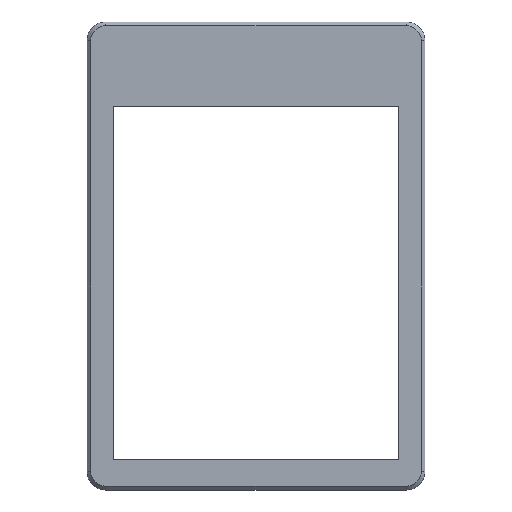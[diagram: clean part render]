
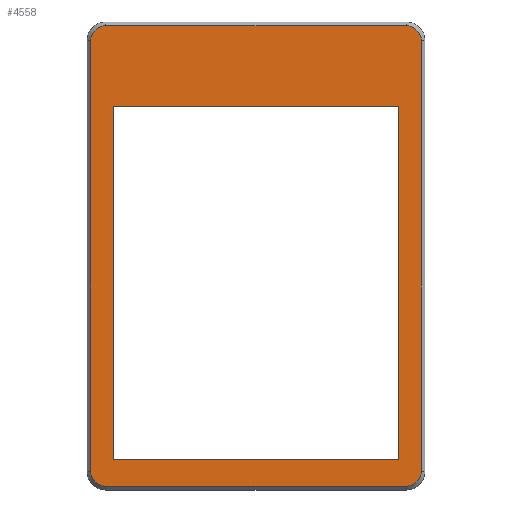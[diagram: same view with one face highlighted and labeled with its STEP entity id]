
A CAD part, top view. The second image highlights one B-rep face of the part: STEP entity #4558.
In plain terms, the highlighted planar face has unit normal (0, 0, 1).
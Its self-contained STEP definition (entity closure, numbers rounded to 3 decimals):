
#25=FACE_BOUND('',#510,.T.);
#50=PLANE('',#4849);
#262=FACE_OUTER_BOUND('',#509,.T.);
#509=EDGE_LOOP('',(#3448,#3449,#3450,#3451,#3452,#3453,#3454,#3455));
#510=EDGE_LOOP('',(#3456,#3457,#3458,#3459));
#628=CIRCLE('',#4830,4.);
#630=CIRCLE('',#4834,4.);
#632=CIRCLE('',#4838,4.);
#634=CIRCLE('',#4842,4.);
#1149=LINE('',#11109,#1466);
#1153=LINE('',#11121,#1470);
#1157=LINE('',#11133,#1474);
#1161=LINE('',#11145,#1478);
#1169=LINE('',#11170,#1486);
#1170=LINE('',#11172,#1487);
#1171=LINE('',#11174,#1488);
#1172=LINE('',#11175,#1489);
#1466=VECTOR('',#5443,10.);
#1470=VECTOR('',#5455,10.);
#1474=VECTOR('',#5467,10.);
#1478=VECTOR('',#5479,10.);
#1486=VECTOR('',#5507,10.);
#1487=VECTOR('',#5508,10.);
#1488=VECTOR('',#5509,10.);
#1489=VECTOR('',#5510,10.);
#1967=VERTEX_POINT('',#11102);
#1970=VERTEX_POINT('',#11107);
#1971=VERTEX_POINT('',#11111);
#1973=VERTEX_POINT('',#11117);
#1975=VERTEX_POINT('',#11123);
#1977=VERTEX_POINT('',#11129);
#1979=VERTEX_POINT('',#11135);
#1981=VERTEX_POINT('',#11141);
#1988=VERTEX_POINT('',#11168);
#1989=VERTEX_POINT('',#11169);
#1990=VERTEX_POINT('',#11171);
#1991=VERTEX_POINT('',#11173);
#2567=EDGE_CURVE('',#1970,#1967,#1149,.T.);
#2570=EDGE_CURVE('',#1967,#1971,#628,.T.);
#2573=EDGE_CURVE('',#1971,#1973,#1153,.T.);
#2576=EDGE_CURVE('',#1973,#1975,#630,.T.);
#2579=EDGE_CURVE('',#1975,#1977,#1157,.T.);
#2582=EDGE_CURVE('',#1977,#1979,#632,.T.);
#2585=EDGE_CURVE('',#1979,#1981,#1161,.T.);
#2587=EDGE_CURVE('',#1981,#1970,#634,.T.);
#2597=EDGE_CURVE('',#1988,#1989,#1169,.T.);
#2598=EDGE_CURVE('',#1989,#1990,#1170,.T.);
#2599=EDGE_CURVE('',#1990,#1991,#1171,.T.);
#2600=EDGE_CURVE('',#1991,#1988,#1172,.T.);
#3448=ORIENTED_EDGE('',*,*,#2567,.F.);
#3449=ORIENTED_EDGE('',*,*,#2587,.F.);
#3450=ORIENTED_EDGE('',*,*,#2585,.F.);
#3451=ORIENTED_EDGE('',*,*,#2582,.F.);
#3452=ORIENTED_EDGE('',*,*,#2579,.F.);
#3453=ORIENTED_EDGE('',*,*,#2576,.F.);
#3454=ORIENTED_EDGE('',*,*,#2573,.F.);
#3455=ORIENTED_EDGE('',*,*,#2570,.F.);
#3456=ORIENTED_EDGE('',*,*,#2597,.T.);
#3457=ORIENTED_EDGE('',*,*,#2598,.T.);
#3458=ORIENTED_EDGE('',*,*,#2599,.T.);
#3459=ORIENTED_EDGE('',*,*,#2600,.T.);
#4558=ADVANCED_FACE('',(#262,#25),#50,.T.);
#4830=AXIS2_PLACEMENT_3D('',#11115,#5449,#5450);
#4834=AXIS2_PLACEMENT_3D('',#11127,#5461,#5462);
#4838=AXIS2_PLACEMENT_3D('',#11139,#5473,#5474);
#4842=AXIS2_PLACEMENT_3D('',#11148,#5484,#5485);
#4849=AXIS2_PLACEMENT_3D('',#11167,#5505,#5506);
#5443=DIRECTION('',(-1.,0.,0.));
#5449=DIRECTION('center_axis',(0.,0.,-1.));
#5450=DIRECTION('ref_axis',(-0.707,-0.707,0.));
#5455=DIRECTION('',(0.,1.,0.));
#5461=DIRECTION('center_axis',(0.,0.,-1.));
#5462=DIRECTION('ref_axis',(-0.707,0.707,0.));
#5467=DIRECTION('',(1.,0.,0.));
#5473=DIRECTION('center_axis',(0.,0.,-1.));
#5474=DIRECTION('ref_axis',(0.707,0.707,0.));
#5479=DIRECTION('',(0.,-1.,0.));
#5484=DIRECTION('center_axis',(0.,0.,-1.));
#5485=DIRECTION('ref_axis',(0.707,-0.707,0.));
#5505=DIRECTION('center_axis',(0.,0.,1.));
#5506=DIRECTION('ref_axis',(1.,0.,0.));
#5507=DIRECTION('',(0.,1.,0.));
#5508=DIRECTION('',(1.,0.,0.));
#5509=DIRECTION('',(0.,-1.,0.));
#5510=DIRECTION('',(-1.,0.,0.));
#11102=CARTESIAN_POINT('',(64.3,-159.35,13.06));
#11107=CARTESIAN_POINT('',(145.3,-159.35,13.06));
#11109=CARTESIAN_POINT('',(127.55,-159.35,13.06));
#11111=CARTESIAN_POINT('',(60.3,-155.35,13.06));
#11115=CARTESIAN_POINT('Origin',(64.3,-155.35,13.06));
#11117=CARTESIAN_POINT('',(60.3,-39.35,13.06));
#11121=CARTESIAN_POINT('',(60.3,-128.85,13.06));
#11123=CARTESIAN_POINT('',(64.3,-35.35,13.06));
#11127=CARTESIAN_POINT('Origin',(64.3,-39.35,13.06));
#11129=CARTESIAN_POINT('',(145.3,-35.35,13.06));
#11133=CARTESIAN_POINT('',(82.05,-35.35,13.06));
#11135=CARTESIAN_POINT('',(149.3,-39.35,13.06));
#11139=CARTESIAN_POINT('Origin',(145.3,-39.35,13.06));
#11141=CARTESIAN_POINT('',(149.3,-155.35,13.06));
#11145=CARTESIAN_POINT('',(149.3,-65.85,13.06));
#11148=CARTESIAN_POINT('Origin',(145.3,-155.35,13.06));
#11167=CARTESIAN_POINT('Origin',(104.8,-97.35,13.06));
#11168=CARTESIAN_POINT('',(66.3,-152.25,13.06));
#11169=CARTESIAN_POINT('',(66.3,-57.05,13.06));
#11170=CARTESIAN_POINT('',(66.3,-37.35,13.06));
#11171=CARTESIAN_POINT('',(143.3,-57.05,13.06));
#11172=CARTESIAN_POINT('',(147.3,-57.05,13.06));
#11173=CARTESIAN_POINT('',(143.3,-152.25,13.06));
#11174=CARTESIAN_POINT('',(143.3,-37.35,13.06));
#11175=CARTESIAN_POINT('',(147.3,-152.25,13.06));
